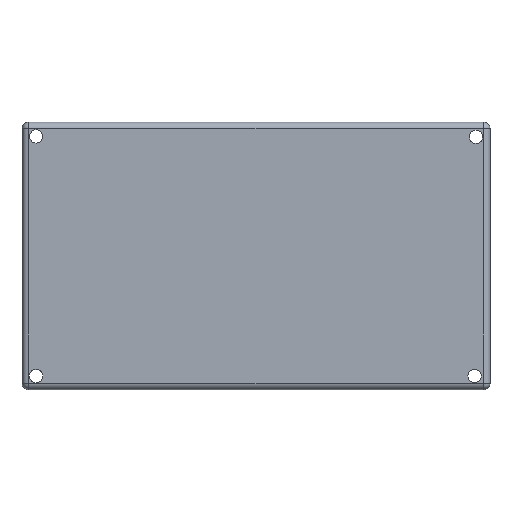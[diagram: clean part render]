
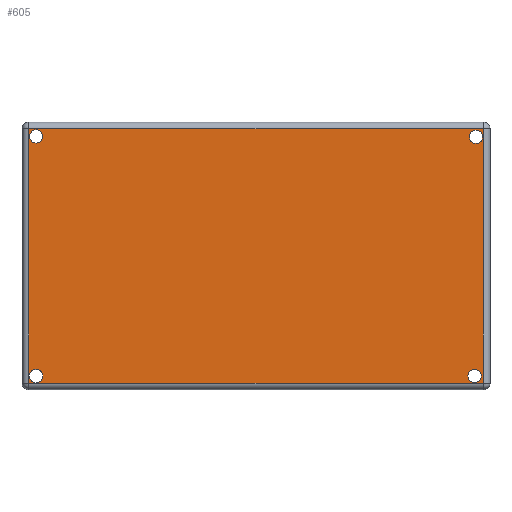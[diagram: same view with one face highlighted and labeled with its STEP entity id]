
A CAD part, top view. The second image highlights one B-rep face of the part: STEP entity #605.
In plain terms, the highlighted planar face has unit normal (0, 0, 1).
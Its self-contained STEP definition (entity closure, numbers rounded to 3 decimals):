
#2 = EDGE_CURVE ( 'NONE', #364, #360, #626, .T. ) ;
#4 = VERTEX_POINT ( 'NONE', #348 ) ;
#32 = CIRCLE ( 'NONE', #469, 1. ) ;
#45 = CARTESIAN_POINT ( 'NONE',  ( -27.686, -14.333, 2. ) ) ;
#47 = FACE_BOUND ( 'NONE', #407, .T. ) ;
#49 = ORIENTED_EDGE ( 'NONE', *, *, #2, .F. ) ;
#56 = CARTESIAN_POINT ( 'NONE',  ( -27.686, 23.667, 2. ) ) ;
#59 = DIRECTION ( 'NONE',  ( 1., 0., 0. ) ) ;
#60 = CIRCLE ( 'NONE', #529, 1. ) ;
#62 = VERTEX_POINT ( 'NONE', #304 ) ;
#66 = EDGE_CURVE ( 'NONE', #682, #756, #305, .T. ) ;
#95 = AXIS2_PLACEMENT_3D ( 'NONE', #259, #273, #59 ) ;
#101 = FACE_BOUND ( 'NONE', #819, .T. ) ;
#103 = EDGE_CURVE ( 'NONE', #62, #237, #766, .T. ) ;
#120 = CARTESIAN_POINT ( 'NONE',  ( -25.574, -13.302, 2. ) ) ;
#125 = CARTESIAN_POINT ( 'NONE',  ( -27.686, -14.333, 2. ) ) ;
#135 = CARTESIAN_POINT ( 'NONE',  ( 39.012, -13.277, 2. ) ) ;
#169 = ORIENTED_EDGE ( 'NONE', *, *, #349, .F. ) ;
#174 = LINE ( 'NONE', #439, #705 ) ;
#177 = FACE_BOUND ( 'NONE', #313, .T. ) ;
#180 = CIRCLE ( 'NONE', #206, 1. ) ;
#184 = EDGE_CURVE ( 'NONE', #237, #791, #372, .T. ) ;
#201 = CARTESIAN_POINT ( 'NONE',  ( -26.574, -13.302, 2. ) ) ;
#206 = AXIS2_PLACEMENT_3D ( 'NONE', #201, #608, #276 ) ;
#213 = ORIENTED_EDGE ( 'NONE', *, *, #333, .T. ) ;
#215 = EDGE_CURVE ( 'NONE', #791, #579, #174, .T. ) ;
#218 = EDGE_CURVE ( 'NONE', #4, #824, #314, .T. ) ;
#223 = ORIENTED_EDGE ( 'NONE', *, *, #809, .F. ) ;
#225 = CARTESIAN_POINT ( 'NONE',  ( 38.226, 22.493, 2. ) ) ;
#237 = VERTEX_POINT ( 'NONE', #826 ) ;
#241 = VERTEX_POINT ( 'NONE', #655 ) ;
#259 = CARTESIAN_POINT ( 'NONE',  ( 39.012, -13.277, 2. ) ) ;
#273 = DIRECTION ( 'NONE',  ( 0., 0., 1. ) ) ;
#274 = AXIS2_PLACEMENT_3D ( 'NONE', #517, #781, #778 ) ;
#276 = DIRECTION ( 'NONE',  ( 1., 0., 0. ) ) ;
#280 = EDGE_CURVE ( 'NONE', #824, #4, #638, .T. ) ;
#297 = DIRECTION ( 'NONE',  ( 1., 0., 0. ) ) ;
#303 = PLANE ( 'NONE',  #821 ) ;
#304 = CARTESIAN_POINT ( 'NONE',  ( 40.314, 23.667, 2. ) ) ;
#305 = CIRCLE ( 'NONE', #643, 1. ) ;
#308 = DIRECTION ( 'NONE',  ( 0., -1., 0. ) ) ;
#313 = EDGE_LOOP ( 'NONE', ( #223, #169 ) ) ;
#314 = CIRCLE ( 'NONE', #421, 1. ) ;
#327 = DIRECTION ( 'NONE',  ( 0., 0., 1. ) ) ;
#329 = ORIENTED_EDGE ( 'NONE', *, *, #728, .F. ) ;
#333 = EDGE_CURVE ( 'NONE', #579, #62, #514, .T. ) ;
#346 = AXIS2_PLACEMENT_3D ( 'NONE', #798, #742, #670 ) ;
#348 = CARTESIAN_POINT ( 'NONE',  ( 38.012, -13.277, 2. ) ) ;
#349 = EDGE_CURVE ( 'NONE', #436, #241, #641, .T. ) ;
#353 = CARTESIAN_POINT ( 'NONE',  ( 40.012, -13.277, 2. ) ) ;
#357 = DIRECTION ( 'NONE',  ( 1., 0., 0. ) ) ;
#360 = VERTEX_POINT ( 'NONE', #722 ) ;
#361 = CARTESIAN_POINT ( 'NONE',  ( 0., 0., 2. ) ) ;
#364 = VERTEX_POINT ( 'NONE', #715 ) ;
#372 = LINE ( 'NONE', #45, #382 ) ;
#374 = EDGE_LOOP ( 'NONE', ( #49, #329 ) ) ;
#382 = VECTOR ( 'NONE', #308, 1000. ) ;
#406 = DIRECTION ( 'NONE',  ( 0., 0., 1. ) ) ;
#407 = EDGE_LOOP ( 'NONE', ( #418, #467 ) ) ;
#418 = ORIENTED_EDGE ( 'NONE', *, *, #66, .F. ) ;
#421 = AXIS2_PLACEMENT_3D ( 'NONE', #135, #406, #836 ) ;
#423 = ORIENTED_EDGE ( 'NONE', *, *, #215, .T. ) ;
#436 = VERTEX_POINT ( 'NONE', #225 ) ;
#439 = CARTESIAN_POINT ( 'NONE',  ( 40.314, -14.333, 2. ) ) ;
#452 = VECTOR ( 'NONE', #755, 1000. ) ;
#462 = DIRECTION ( 'NONE',  ( 0., 0., 1. ) ) ;
#467 = ORIENTED_EDGE ( 'NONE', *, *, #833, .F. ) ;
#469 = AXIS2_PLACEMENT_3D ( 'NONE', #647, #327, #357 ) ;
#499 = DIRECTION ( 'NONE',  ( 1., 0., 0. ) ) ;
#502 = DIRECTION ( 'NONE',  ( 1., 0., 0. ) ) ;
#514 = LINE ( 'NONE', #590, #784 ) ;
#517 = CARTESIAN_POINT ( 'NONE',  ( 39.226, 22.493, 2. ) ) ;
#529 = AXIS2_PLACEMENT_3D ( 'NONE', #651, #462, #585 ) ;
#578 = DIRECTION ( 'NONE',  ( 0., 1., 0. ) ) ;
#579 = VERTEX_POINT ( 'NONE', #817 ) ;
#582 = CARTESIAN_POINT ( 'NONE',  ( -27.574, -13.302, 2. ) ) ;
#584 = EDGE_LOOP ( 'NONE', ( #423, #213, #690, #720 ) ) ;
#585 = DIRECTION ( 'NONE',  ( 1., 0., 0. ) ) ;
#590 = CARTESIAN_POINT ( 'NONE',  ( 40.314, 23.667, 2. ) ) ;
#605 = ADVANCED_FACE ( 'NONE', ( #765, #47, #762, #177, #101 ), #303, .T. ) ;
#608 = DIRECTION ( 'NONE',  ( 0., 0., 1. ) ) ;
#626 = CIRCLE ( 'NONE', #346, 1. ) ;
#629 = ORIENTED_EDGE ( 'NONE', *, *, #218, .F. ) ;
#638 = CIRCLE ( 'NONE', #95, 1. ) ;
#641 = CIRCLE ( 'NONE', #274, 1. ) ;
#643 = AXIS2_PLACEMENT_3D ( 'NONE', #697, #701, #502 ) ;
#647 = CARTESIAN_POINT ( 'NONE',  ( 39.226, 22.493, 2. ) ) ;
#651 = CARTESIAN_POINT ( 'NONE',  ( -26.574, 22.554, 2. ) ) ;
#655 = CARTESIAN_POINT ( 'NONE',  ( 40.226, 22.493, 2. ) ) ;
#670 = DIRECTION ( 'NONE',  ( 1., 0., 0. ) ) ;
#682 = VERTEX_POINT ( 'NONE', #120 ) ;
#690 = ORIENTED_EDGE ( 'NONE', *, *, #103, .T. ) ;
#696 = DIRECTION ( 'NONE',  ( 0., 0., 1. ) ) ;
#697 = CARTESIAN_POINT ( 'NONE',  ( -26.574, -13.302, 2. ) ) ;
#701 = DIRECTION ( 'NONE',  ( 0., 0., 1. ) ) ;
#705 = VECTOR ( 'NONE', #499, 1000. ) ;
#715 = CARTESIAN_POINT ( 'NONE',  ( -25.574, 22.554, 2. ) ) ;
#720 = ORIENTED_EDGE ( 'NONE', *, *, #184, .T. ) ;
#722 = CARTESIAN_POINT ( 'NONE',  ( -27.574, 22.554, 2. ) ) ;
#728 = EDGE_CURVE ( 'NONE', #360, #364, #60, .T. ) ;
#742 = DIRECTION ( 'NONE',  ( 0., 0., 1. ) ) ;
#755 = DIRECTION ( 'NONE',  ( -1., 0., 0. ) ) ;
#756 = VERTEX_POINT ( 'NONE', #582 ) ;
#762 = FACE_BOUND ( 'NONE', #374, .T. ) ;
#765 = FACE_OUTER_BOUND ( 'NONE', #584, .T. ) ;
#766 = LINE ( 'NONE', #56, #452 ) ;
#778 = DIRECTION ( 'NONE',  ( 1., 0., 0. ) ) ;
#781 = DIRECTION ( 'NONE',  ( 0., 0., 1. ) ) ;
#783 = ORIENTED_EDGE ( 'NONE', *, *, #280, .F. ) ;
#784 = VECTOR ( 'NONE', #578, 1000. ) ;
#791 = VERTEX_POINT ( 'NONE', #125 ) ;
#798 = CARTESIAN_POINT ( 'NONE',  ( -26.574, 22.554, 2. ) ) ;
#809 = EDGE_CURVE ( 'NONE', #241, #436, #32, .T. ) ;
#817 = CARTESIAN_POINT ( 'NONE',  ( 40.314, -14.333, 2. ) ) ;
#819 = EDGE_LOOP ( 'NONE', ( #783, #629 ) ) ;
#821 = AXIS2_PLACEMENT_3D ( 'NONE', #361, #696, #297 ) ;
#824 = VERTEX_POINT ( 'NONE', #353 ) ;
#826 = CARTESIAN_POINT ( 'NONE',  ( -27.686, 23.667, 2. ) ) ;
#833 = EDGE_CURVE ( 'NONE', #756, #682, #180, .T. ) ;
#836 = DIRECTION ( 'NONE',  ( 1., 0., 0. ) ) ;
